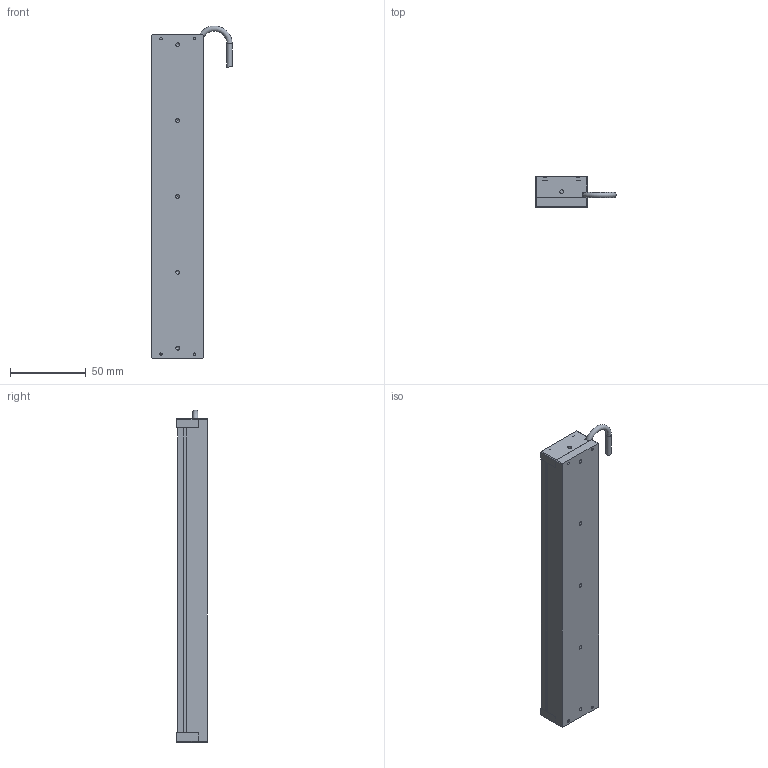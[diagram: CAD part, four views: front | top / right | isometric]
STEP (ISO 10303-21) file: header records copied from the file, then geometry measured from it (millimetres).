
FILE_DESCRIPTION (( 'STEP AP203' ), '1' );
FILE_NAME ('SL-200X30x.STEP', '2016-02-15T07:37:33', ( 'CCS Inc' ), ( 'CCS Inc' ), 'SwSTEP 2.0', 'SolidWorks 2011', '' );
FILE_SCHEMA (( 'CONFIG_CONTROL_DESIGN' ));
Length unit declared in the file: millimetre
Products named in the file (1): SL-200X30x
Bounding box: 52.88 x 20 x 218.85 mm (x, y, z)
Volume: 126355 mm3; surface area: 30391.6 mm2
Topology: 8 solids, 8 shells, 117 faces, 266 edges, 173 vertices
Faces by surface type: plane 64, cylinder 33, cone 11, torus 9
Full cylindrical faces by diameter (mm): 1.6 x6, 2 x4, 2.4 x4, 2.5 x7, 3.5 x2, 3.8 x4, 4.4 x4
Entity records: 3021 total; most frequent: CARTESIAN_POINT 526, DIRECTION 506, ORIENTED_EDGE 398, EDGE_CURVE 199, EDGE_LOOP 196, AXIS2_PLACEMENT_3D 191, FACE_OUTER_BOUND 157, VERTEX_POINT 157
